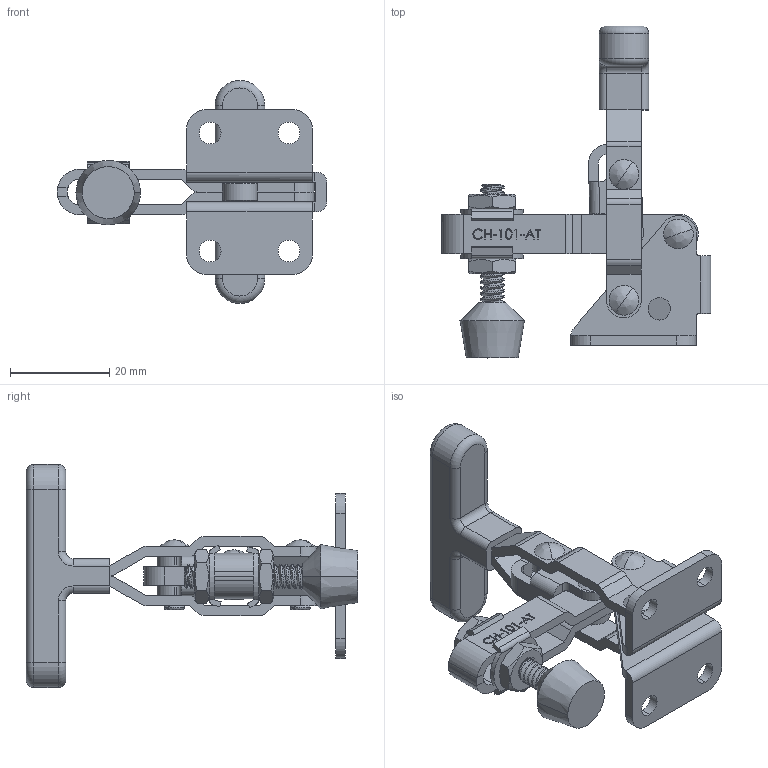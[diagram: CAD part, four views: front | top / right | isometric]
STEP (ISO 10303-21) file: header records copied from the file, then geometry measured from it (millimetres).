
FILE_DESCRIPTION (( 'STEP AP203' ), '1' );
FILE_NAME ('CH-101-AT.STEP', '2017-11-03T03:58:40', ( 'Windows' ), ( 'Microsoft' ), 'SwSTEP 2.0', 'SolidWorks 2015', '' );
FILE_SCHEMA (( 'CONFIG_CONTROL_DESIGN' ));
Length unit declared in the file: millimetre
Products named in the file (11): CH-101-05; CH-FC-10138 Nut; CH-101-A-01 FLANGED BASE; CH-FC-10138 SPINDLE SUPPLIED; CH-101-AT-02 U-BAR; CH-101-AT; CH-101-04 CONNECTING-PIATE; CH-101-07; CH-101-08; CH-101-AT-03 T-HANDLE; CH-FW-100
Assembly tree (14 placements, depth 2):
  CH-101-AT
    CH-101-A-01 FLANGED BASE
    CH-101-AT-02 U-BAR
    CH-101-04 CONNECTING-PIATE
    CH-101-07  x2
    CH-101-08  x2
    CH-101-AT-03 T-HANDLE
    CH-FW-100  x2
    CH-101-05
    CH-FC-10138 Nut  x2
    CH-FC-10138 SPINDLE SUPPLIED
Bounding box: 54.4 x 66.91 x 44.98 mm (x, y, z)
Volume: 12951.7 mm3; surface area: 13403.6 mm2
Topology: 15 solids, 16 shells, 743 faces, 1989 edges, 1301 vertices
Faces by surface type: plane 310, cylinder 204, bspline 164, cone 33, torus 32
Entity records: 30545 total; most frequent: CARTESIAN_POINT 13359, ORIENTED_EDGE 3624, DIRECTION 2794, EDGE_CURVE 1812, VERTEX_POINT 1195, LINE 1030, VECTOR 1030, AXIS2_PLACEMENT_3D 882
